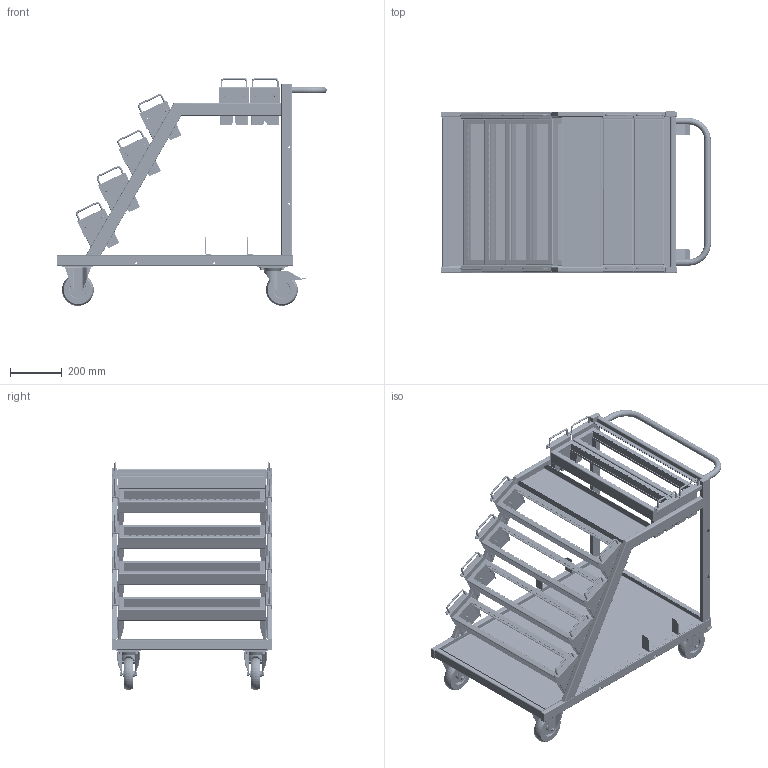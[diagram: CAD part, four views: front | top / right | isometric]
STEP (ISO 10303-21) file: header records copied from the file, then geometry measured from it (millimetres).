
FILE_DESCRIPTION(/* description */ ('CNC-Transportwagen für Werkzeugträger'),/* implementation_level */ '2;1');
FILE_NAME(/* name */ '1173-00.stp',/* time_stamp */ '2024-03-13T15:31:46+01:00',/* author */ ('marvin.friedrich'),/* organization */ ('B+H'),/* preprocessor_version */ 'ST-DEVELOPER v18.1',/* originating_system */ 'Autodesk Inventor 2022',/* authorisation */ '');
FILE_SCHEMA (('AUTOMOTIVE_DESIGN { 1 0 10303 214 3 1 1 }'));
Length unit declared in the file: millimetre
Products named in the file (42): 1173-00; 1174-00; 1184-00; 1182-00; 1184-01; 1183-01; 1183-00; 1185-00; 0645-00; 1175-00; 1187-00; 1188-00; 1189-00; 1188-01; 1190-00; 1191-00; 8020-01; 8018-01; 8019-01; 8021-00; 8022-00; 8023-00; M4x8 - 10.9 verzinkt; BLINDNIET Ø6x18-ALU; 1179-01; DIN 912 - M6 x 16 verzinkt; DIN 912 - M8 x 16 verzinkt; DIN 125 - A 8.4  - verzinkt; DIN 934 - M8   - verzinkt; 40x20x2 - schwarz; 3952-00; 3952-00 T2; 3952-00 T1; 3952-00 T3; 3952-00 T4; 3951-00; 3951-00 T2; 3951-00 T1; 3951-00 T3; 3951-00 T4 ...
Assembly tree (128 placements, depth 4):
  1173-00
    1174-00
      1184-00
      1182-00  x3
      1184-01
      1183-01
      1183-00
      1185-00
      0645-00  x4
    1175-00
      1187-00  x2
      1188-00
      1189-00
      1188-01
      1190-00  x12
      1191-00  x4
    8020-01  x6
      8018-01
        8019-01
      8021-00
        8022-00
        8023-00
        M4x8 - 10.9 verzinkt  x2
      BLINDNIET Ø6x18-ALU
    1179-01
    DIN 912 - M6 x 16 verzinkt  x4
    DIN 912 - M8 x 16 verzinkt  x16
    DIN 125 - A 8.4  - verzinkt  x16
    DIN 934 - M8   - verzinkt  x16
    40x20x2 - schwarz  x6
    3952-00  x2
      3952-00 T2
      3952-00 T1
      3952-00 T3
      3952-00 T4
    3951-00  x2
      3951-00 T2
      3951-00 T1
      3951-00 T3
      3951-00 T4
    1178-00  x2
    1178-10  x2
Bounding box: 1040 x 620 x 878.82 mm (x, y, z)
Volume: 6681448.7 mm3; surface area: 5557215.1 mm2
Topology: 190 solids, 190 shells, 5148 faces, 12722 edges, 8170 vertices
Faces by surface type: plane 3280, cylinder 1300, cone 298, torus 148, bspline 110, sphere 12
Full cylindrical faces by diameter (mm): 2.75 x24, 3.131 x24, 3.141 x24, 4 x30, 4.917 x4, 5 x24, 6 x32, 6.5 x48, 6.647 x36, 7 x56, 8 x44, 8.4 x16, 9 x36, 10 x4, 11.6 x4, 11.75 x24, 13 x16, 14 x16, 16 x16, 21 x3, 25 x3, 26 x8, 63 x8
Entity records: 36675 total; most frequent: CARTESIAN_POINT 7152, DIRECTION 5933, ORIENTED_EDGE 5602, EDGE_CURVE 2801, AXIS2_PLACEMENT_3D 2013, LINE 1907, VECTOR 1907, VERTEX_POINT 1803
